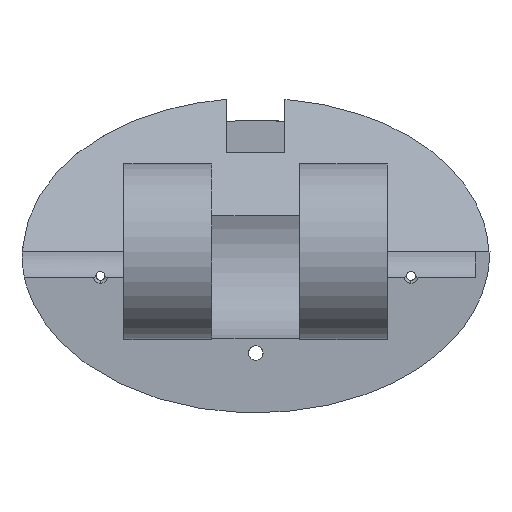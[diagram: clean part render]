
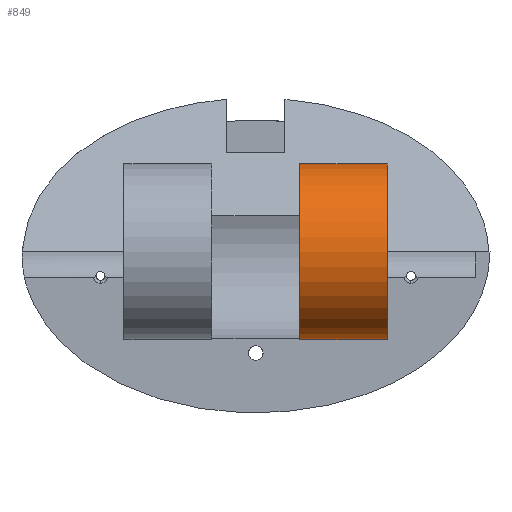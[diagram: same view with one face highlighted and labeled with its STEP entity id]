
A CAD part, front view. The second image highlights one B-rep face of the part: STEP entity #849.
In plain terms, the highlighted cylindrical face has radius 3 mm (diameter 6 mm), a partial arc.
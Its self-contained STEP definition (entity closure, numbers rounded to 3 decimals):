
#19 = DIRECTION ( 'NONE',  ( 0., 0., 1. ) ) ;
#43 = ORIENTED_EDGE ( 'NONE', *, *, #2110, .F. ) ;
#133 = LINE ( 'NONE', #1003, #1050 ) ;
#199 = CARTESIAN_POINT ( 'NONE',  ( 4.5, -15.865, 0.267 ) ) ;
#262 = EDGE_LOOP ( 'NONE', ( #43, #2328, #976, #2242 ) ) ;
#572 = CIRCLE ( 'NONE', #2413, 3. ) ;
#663 = VECTOR ( 'NONE', #2057, 1000. ) ;
#790 = CARTESIAN_POINT ( 'NONE',  ( 1.5, -15.865, 3.267 ) ) ;
#805 = DIRECTION ( 'NONE',  ( -1., 0., 0. ) ) ;
#849 = ADVANCED_FACE ( 'NONE', ( #2157 ), #892, .T. ) ;
#892 = CYLINDRICAL_SURFACE ( 'NONE', #2412, 3. ) ;
#909 = LINE ( 'NONE', #1150, #663 ) ;
#976 = ORIENTED_EDGE ( 'NONE', *, *, #1193, .T. ) ;
#1003 = CARTESIAN_POINT ( 'NONE',  ( 4.5, -15.865, -2.733 ) ) ;
#1009 = AXIS2_PLACEMENT_3D ( 'NONE', #2221, #2192, #1126 ) ;
#1050 = VECTOR ( 'NONE', #805, 1000. ) ;
#1084 = VERTEX_POINT ( 'NONE', #2591 ) ;
#1126 = DIRECTION ( 'NONE',  ( 0., 0., -1. ) ) ;
#1150 = CARTESIAN_POINT ( 'NONE',  ( 4.5, -15.865, 3.267 ) ) ;
#1193 = EDGE_CURVE ( 'NONE', #1534, #2581, #909, .T. ) ;
#1229 = CARTESIAN_POINT ( 'NONE',  ( 4.5, -15.865, -2.733 ) ) ;
#1277 = DIRECTION ( 'NONE',  ( 1., 0., 0. ) ) ;
#1531 = DIRECTION ( 'NONE',  ( 0., 0., -1. ) ) ;
#1534 = VERTEX_POINT ( 'NONE', #1999 ) ;
#1536 = EDGE_CURVE ( 'NONE', #1534, #2383, #572, .T. ) ;
#1766 = CARTESIAN_POINT ( 'NONE',  ( 4.5, -15.865, 0.267 ) ) ;
#1999 = CARTESIAN_POINT ( 'NONE',  ( 4.5, -15.865, 3.267 ) ) ;
#2057 = DIRECTION ( 'NONE',  ( -1., 0., 0. ) ) ;
#2110 = EDGE_CURVE ( 'NONE', #2383, #1084, #133, .T. ) ;
#2157 = FACE_OUTER_BOUND ( 'NONE', #262, .T. ) ;
#2192 = DIRECTION ( 'NONE',  ( 1., 0., 0. ) ) ;
#2221 = CARTESIAN_POINT ( 'NONE',  ( 1.5, -15.865, 0.267 ) ) ;
#2242 = ORIENTED_EDGE ( 'NONE', *, *, #2816, .T. ) ;
#2255 = CIRCLE ( 'NONE', #1009, 3. ) ;
#2328 = ORIENTED_EDGE ( 'NONE', *, *, #1536, .F. ) ;
#2383 = VERTEX_POINT ( 'NONE', #1229 ) ;
#2412 = AXIS2_PLACEMENT_3D ( 'NONE', #1766, #2646, #19 ) ;
#2413 = AXIS2_PLACEMENT_3D ( 'NONE', #199, #1277, #1531 ) ;
#2581 = VERTEX_POINT ( 'NONE', #790 ) ;
#2591 = CARTESIAN_POINT ( 'NONE',  ( 1.5, -15.865, -2.733 ) ) ;
#2646 = DIRECTION ( 'NONE',  ( -1., 0., 0. ) ) ;
#2816 = EDGE_CURVE ( 'NONE', #2581, #1084, #2255, .T. ) ;
